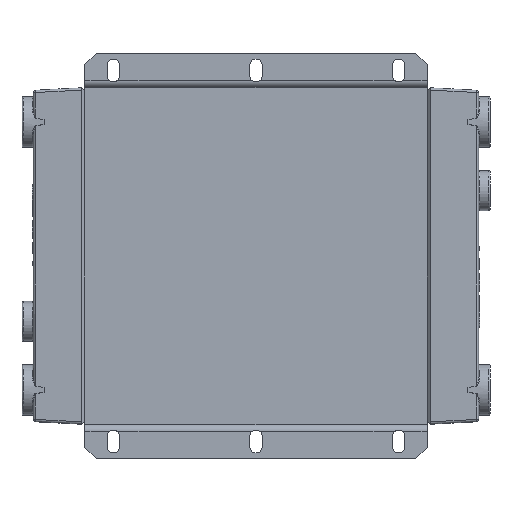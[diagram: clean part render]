
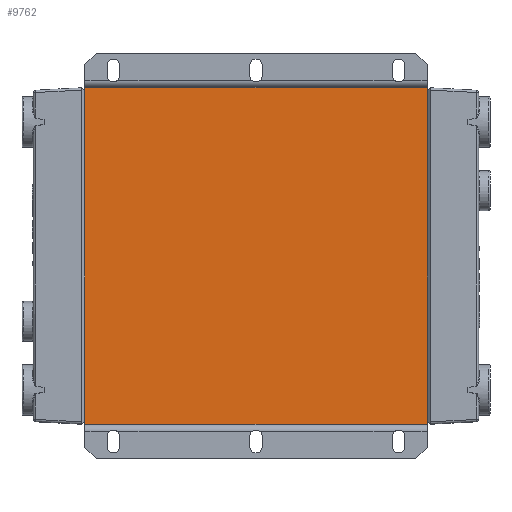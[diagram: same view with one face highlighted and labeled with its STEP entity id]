
A CAD part, top view. The second image highlights one B-rep face of the part: STEP entity #9762.
In plain terms, the highlighted planar face has unit normal (0, 0, 1).
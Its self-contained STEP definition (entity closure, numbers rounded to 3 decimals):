
#1513=FACE_OUTER_BOUND('',#2120,.T.);
#2120=EDGE_LOOP('',(#6489,#6490,#6491,#6492));
#2751=LINE('',#13465,#3340);
#2753=LINE('',#13469,#3342);
#2755=LINE('',#13473,#3344);
#2757=LINE('',#13476,#3346);
#3340=VECTOR('',#11276,10.);
#3342=VECTOR('',#11280,10.);
#3344=VECTOR('',#11284,10.);
#3346=VECTOR('',#11288,10.);
#3928=VERTEX_POINT('',#13462);
#3929=VERTEX_POINT('',#13464);
#3930=VERTEX_POINT('',#13468);
#3931=VERTEX_POINT('',#13472);
#4905=EDGE_CURVE('',#3929,#3928,#2751,.T.);
#4907=EDGE_CURVE('',#3930,#3929,#2753,.T.);
#4909=EDGE_CURVE('',#3931,#3930,#2755,.T.);
#4911=EDGE_CURVE('',#3928,#3931,#2757,.T.);
#6489=ORIENTED_EDGE('',*,*,#4911,.T.);
#6490=ORIENTED_EDGE('',*,*,#4909,.T.);
#6491=ORIENTED_EDGE('',*,*,#4907,.T.);
#6492=ORIENTED_EDGE('',*,*,#4905,.T.);
#9612=PLANE('',#10471);
#9762=ADVANCED_FACE('',(#1513),#9612,.T.);
#10471=AXIS2_PLACEMENT_3D('',#13477,#11289,#11290);
#11276=DIRECTION('',(0.,-1.,0.));
#11280=DIRECTION('',(-1.,0.,0.));
#11284=DIRECTION('',(0.,1.,0.));
#11288=DIRECTION('',(1.,0.,0.));
#11289=DIRECTION('center_axis',(0.,0.,1.));
#11290=DIRECTION('ref_axis',(1.,0.,0.));
#13462=CARTESIAN_POINT('',(-150.,-147.5,22.5));
#13464=CARTESIAN_POINT('',(-150.,147.5,22.5));
#13465=CARTESIAN_POINT('',(-150.,147.5,22.5));
#13468=CARTESIAN_POINT('',(150.,147.5,22.5));
#13469=CARTESIAN_POINT('',(150.,147.5,22.5));
#13472=CARTESIAN_POINT('',(150.,-147.5,22.5));
#13473=CARTESIAN_POINT('',(150.,-147.5,22.5));
#13476=CARTESIAN_POINT('',(-150.,-147.5,22.5));
#13477=CARTESIAN_POINT('Origin',(0.,0.,22.5));
